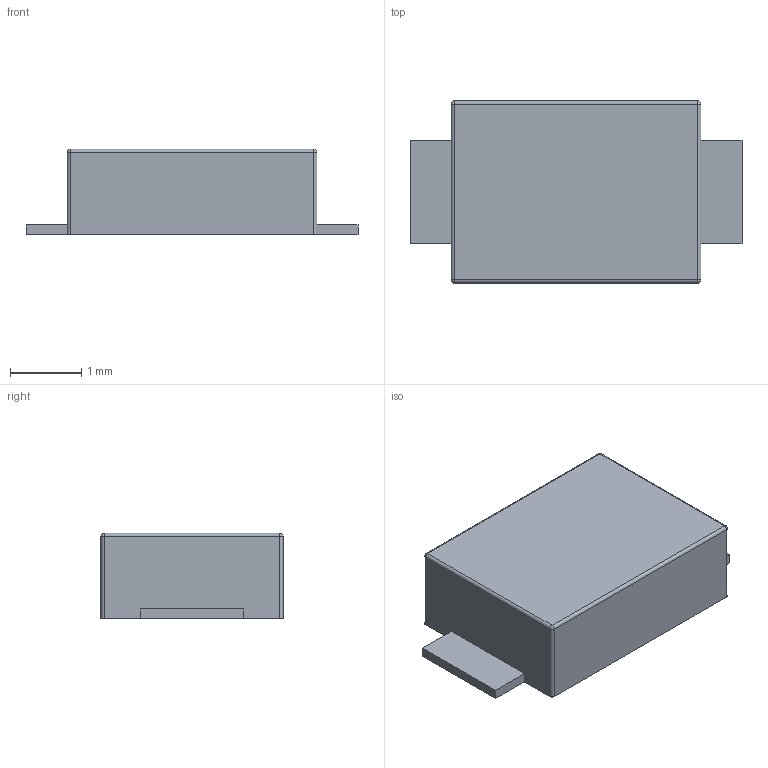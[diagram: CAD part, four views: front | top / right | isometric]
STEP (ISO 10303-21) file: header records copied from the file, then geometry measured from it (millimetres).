
FILE_DESCRIPTION (( 'STEP AP203' ), '1' );
FILE_NAME ( 'SMAF-LQ.STEP', '2023-09-27T16:45:56', ( '' ), ( '' ), '', '©2017-2022 PCBL', '' );
FILE_SCHEMA (( 'AUTOMOTIVE_DESIGN' ));
Length unit declared in the file: millimetre
Products named in the file (1): SMAF-LQ
Bounding box: 4.65 x 2.55 x 1.2 mm (x, y, z)
Volume: 10.9 mm3; surface area: 36.5 mm2
Topology: 3 solids, 3 shells, 30 faces, 64 edges, 36 vertices
Faces by surface type: plane 18, cylinder 8, sphere 4
Entity records: 820 total; most frequent: DIRECTION 138, CARTESIAN_POINT 127, ORIENTED_EDGE 120, EDGE_CURVE 60, AXIS2_PLACEMENT_3D 47, VECTOR 44, LINE 44, VERTEX_POINT 36
